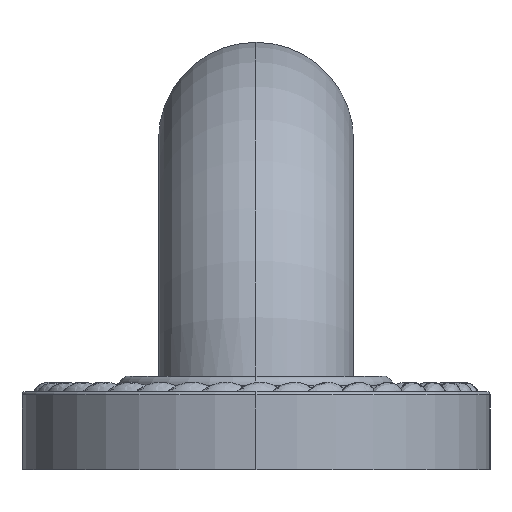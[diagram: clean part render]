
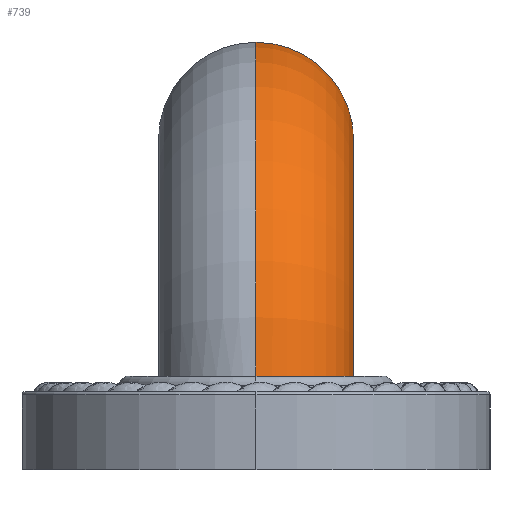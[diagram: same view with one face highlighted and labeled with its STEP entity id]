
A CAD part, left-side view. The second image highlights one B-rep face of the part: STEP entity #739.
In plain terms, the highlighted toroidal (fillet/blend) face has major radius 41.275 mm and minor radius 15.875 mm.
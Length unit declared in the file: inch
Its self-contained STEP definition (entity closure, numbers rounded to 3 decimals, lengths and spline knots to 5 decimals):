
#118=CARTESIAN_POINT('',(-7.36893,0.,0.6));
#149=CARTESIAN_POINT('',(-8.62231,0.,0.6));
#151=CARTESIAN_POINT('',(-8.62231,0.,0.6));
#152=CARTESIAN_POINT('',(-8.62231,-0.02262,0.6));
#153=CARTESIAN_POINT('',(-8.61987,-0.06758,0.6));
#154=CARTESIAN_POINT('',(-8.60889,-0.13455,0.6));
#155=CARTESIAN_POINT('',(-8.59077,-0.19979,0.6));
#156=CARTESIAN_POINT('',(-8.56564,-0.26283,0.6));
#157=CARTESIAN_POINT('',(-8.5339,-0.32265,0.6));
#158=CARTESIAN_POINT('',(-8.49577,-0.37885,0.6));
#159=CARTESIAN_POINT('',(-8.45191,-0.43045,0.6));
#160=CARTESIAN_POINT('',(-8.40254,-0.47719,0.6));
#161=CARTESIAN_POINT('',(-8.34859,-0.51816,0.6));
#162=CARTESIAN_POINT('',(-8.29027,-0.55323,0.6));
#163=CARTESIAN_POINT('',(-8.22874,-0.58167,0.6));
#164=CARTESIAN_POINT('',(-8.16417,-0.6034,0.6));
#165=CARTESIAN_POINT('',(-8.09791,-0.61796,0.6));
#166=CARTESIAN_POINT('',(-8.03011,-0.62532,0.6));
#167=CARTESIAN_POINT('',(-7.96222,-0.62531,0.6));
#168=CARTESIAN_POINT('',(-7.89436,-0.61792,0.6));
#169=CARTESIAN_POINT('',(-7.82801,-0.60332,0.6));
#170=CARTESIAN_POINT('',(-7.76329,-0.58153,0.6));
#171=CARTESIAN_POINT('',(-7.7016,-0.553,0.6));
#172=CARTESIAN_POINT('',(-7.6431,-0.51784,0.6));
#173=CARTESIAN_POINT('',(-7.58899,-0.47675,0.6));
#174=CARTESIAN_POINT('',(-7.53947,-0.4299,0.6));
#175=CARTESIAN_POINT('',(-7.49551,-0.37822,0.6));
#176=CARTESIAN_POINT('',(-7.45731,-0.32197,0.6));
#177=CARTESIAN_POINT('',(-7.42556,-0.26217,0.6));
#178=CARTESIAN_POINT('',(-7.40043,-0.19922,0.6));
#179=CARTESIAN_POINT('',(-7.38233,-0.13413,0.6));
#180=CARTESIAN_POINT('',(-7.37137,-0.06735,0.6));
#181=CARTESIAN_POINT('',(-7.36893,-0.02255,0.6));
#182=CARTESIAN_POINT('',(-7.36893,0.,0.6));
#194=CARTESIAN_POINT('',(-6.375,0.,0.49));
#195=DIRECTION('',(0.,1.,0.));
#196=DIRECTION('',(-0.994,0.,0.11));
#197=AXIS2_PLACEMENT_3D('',#194,#195,#196);
#199=CARTESIAN_POINT('',(-6.375,0.,0.49));
#200=DIRECTION('',(0.,1.,0.));
#201=DIRECTION('',(-0.999,0.,0.049));
#202=AXIS2_PLACEMENT_3D('',#199,#200,#201);
#213=CARTESIAN_POINT('',(-6.375,0.,2.115));
#214=DIRECTION('',(1.,0.,0.));
#215=DIRECTION('',(0.,0.,1.));
#216=AXIS2_PLACEMENT_3D('',#213,#214,#215);
#578=CARTESIAN_POINT('',(-6.375,0.,1.49));
#579=CARTESIAN_POINT('',(-6.375,0.,2.74));
#580=VERTEX_POINT('',#578);
#581=VERTEX_POINT('',#579);
#586=VERTEX_POINT('',#118);
#587=VERTEX_POINT('',#149);
#727=CARTESIAN_POINT('',(-6.375,0.,0.49));
#728=DIRECTION('',(0.,1.,0.));
#729=DIRECTION('',(1.,0.,0.));
#730=AXIS2_PLACEMENT_3D('',#727,#728,#729);
#731=TOROIDAL_SURFACE('',#730,1.625,0.625);
#732=ORIENTED_EDGE('',*,*,#680,.F.);
#733=ORIENTED_EDGE('',*,*,#722,.T.);
#735=ORIENTED_EDGE('',*,*,#734,.T.);
#736=ORIENTED_EDGE('',*,*,#718,.F.);
#737=EDGE_LOOP('',(#732,#733,#735,#736));
#738=FACE_OUTER_BOUND('',#737,.F.);
#739=ADVANCED_FACE('',(#738),#731,.T.);
#183=B_SPLINE_CURVE_WITH_KNOTS('',3,(#151,#152,#153,#154,#155,#156,#157,#158,
#159,#160,#161,#162,#163,#164,#165,#166,#167,#168,#169,#170,#171,#172,#173,#174,
#175,#176,#177,#178,#179,#180,#181,#182),.UNSPECIFIED.,.F.,.F.,(4,1,1,1,1,1,1,1,
1,1,1,1,1,1,1,1,1,1,1,1,1,1,1,1,1,1,1,1,1,4),(0.,0.03448,
0.06897,0.10345,0.13793,0.17241,
0.2069,0.24138,0.27586,0.31034,
0.34483,0.37931,0.41379,0.44828,
0.48276,0.51724,0.55172,0.58621,
0.62069,0.65517,0.68966,0.72414,
0.75862,0.7931,0.82759,0.86207,
0.89655,0.93103,0.96552,1.),.UNSPECIFIED.);
#198=CIRCLE('',#197,1.);
#203=CIRCLE('',#202,2.25);
#217=CIRCLE('',#216,0.625);
#680=EDGE_CURVE('',#587,#586,#183,.T.);
#718=EDGE_CURVE('',#586,#580,#198,.T.);
#722=EDGE_CURVE('',#587,#581,#203,.T.);
#734=EDGE_CURVE('',#581,#580,#217,.T.);
